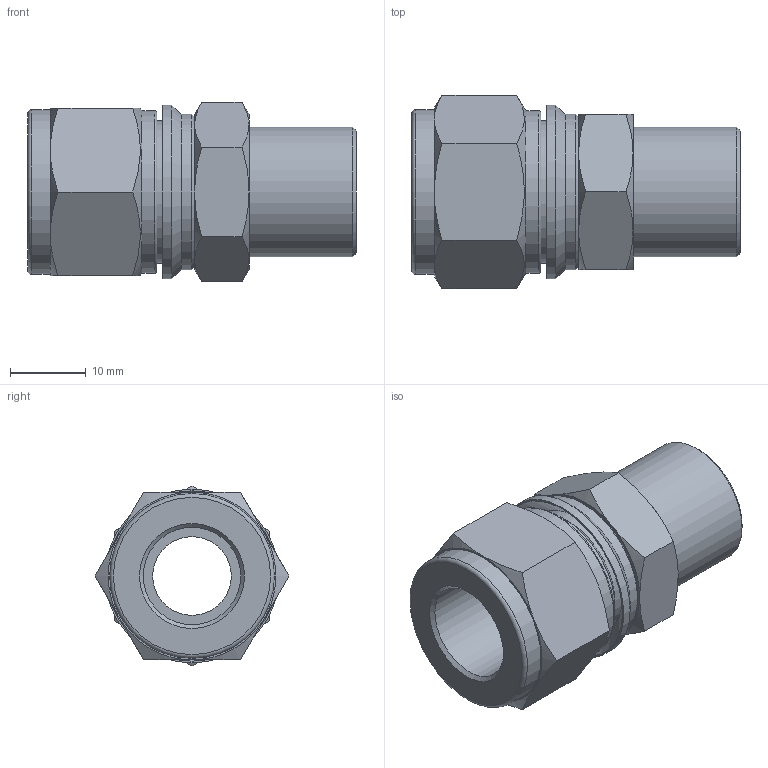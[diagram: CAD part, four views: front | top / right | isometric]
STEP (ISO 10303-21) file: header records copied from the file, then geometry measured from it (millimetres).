
FILE_DESCRIPTION(/* description */ (''),/* implementation_level */ '2;1');
FILE_NAME(/* name */ 'SPWC-8-6P.stp',/* time_stamp */ '2022-06-08T16:13:13+09:00',/* author */ ('user'),/* organization */ (''),/* preprocessor_version */ 'ST-DEVELOPER v18.1',/* originating_system */ 'Autodesk Inventor 2022',/* authorisation */ '');
FILE_SCHEMA (('AUTOMOTIVE_DESIGN { 1 0 10303 214 3 1 1 }'));
Length unit declared in the file: millimetre
Products named in the file (1): SPWC-8-6P
Bounding box: 43.5 x 25.66 x 23.79 mm (x, y, z)
Volume: 9708.9 mm3; surface area: 5840.2 mm2
Topology: 1 solids, 1 shells, 61 faces, 130 edges, 79 vertices
Faces by surface type: cone 27, plane 22, cylinder 10, torus 2
Full cylindrical faces by diameter (mm): 10.414 x1, 12.9 x1, 17.1 x1, 17.2 x1, 17.7 x1, 18.9 x1, 20.6 x1, 21.5 x1, 21.8 x1, 23 x1
Entity records: 1634 total; most frequent: CARTESIAN_POINT 355, DIRECTION 263, ORIENTED_EDGE 260, EDGE_CURVE 130, AXIS2_PLACEMENT_3D 113, VERTEX_POINT 79, EDGE_LOOP 71, FACE_OUTER_BOUND 61
